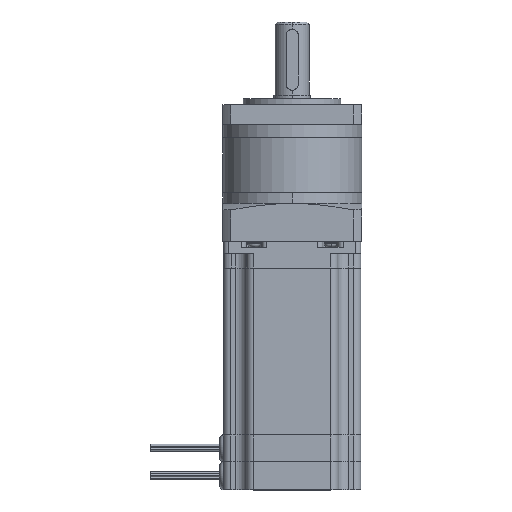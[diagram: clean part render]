
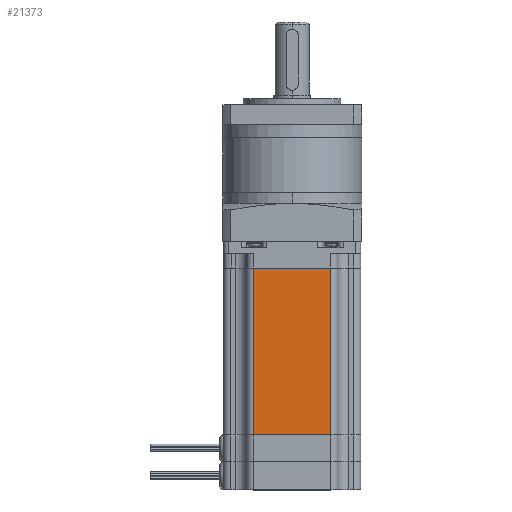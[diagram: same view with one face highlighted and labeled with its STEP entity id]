
A CAD part, top view. The second image highlights one B-rep face of the part: STEP entity #21373.
In plain terms, the highlighted face is planar.
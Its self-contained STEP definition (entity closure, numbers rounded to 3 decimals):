
#488 = ORIENTED_EDGE ( 'NONE', *, *, #22576, .T. ) ;
#499 = CARTESIAN_POINT ( 'NONE',  ( 18.8, 68.5, -28.2 ) ) ;
#880 = VERTEX_POINT ( 'NONE', #2024 ) ;
#992 = AXIS2_PLACEMENT_3D ( 'NONE', #499, #20200, #20429 ) ;
#2024 = CARTESIAN_POINT ( 'NONE',  ( 15.8, 0., -28.2 ) ) ;
#2620 = CARTESIAN_POINT ( 'NONE',  ( 18.8, 68.5, -28.2 ) ) ;
#2909 = ORIENTED_EDGE ( 'NONE', *, *, #5787, .F. ) ;
#5475 = LINE ( 'NONE', #11072, #10784 ) ;
#5787 = EDGE_CURVE ( 'NONE', #13869, #16449, #16193, .T. ) ;
#7067 = CARTESIAN_POINT ( 'NONE',  ( 15.8, 68.5, -28.2 ) ) ;
#9209 = CARTESIAN_POINT ( 'NONE',  ( -15.8, 68.5, -28.2 ) ) ;
#10784 = VECTOR ( 'NONE', #14473, 1000. ) ;
#11072 = CARTESIAN_POINT ( 'NONE',  ( 18.8, 0., -28.2 ) ) ;
#11073 = VECTOR ( 'NONE', #18076, 1000. ) ;
#11267 = FACE_OUTER_BOUND ( 'NONE', #19389, .T. ) ;
#11866 = VERTEX_POINT ( 'NONE', #21764 ) ;
#12351 = VECTOR ( 'NONE', #20371, 1000. ) ;
#13238 = CARTESIAN_POINT ( 'NONE',  ( 15.8, 68.5, -28.2 ) ) ;
#13567 = VECTOR ( 'NONE', #16432, 1000. ) ;
#13813 = CARTESIAN_POINT ( 'NONE',  ( -15.8, 68.5, -28.2 ) ) ;
#13869 = VERTEX_POINT ( 'NONE', #7067 ) ;
#14473 = DIRECTION ( 'NONE',  ( -1., 0., 0. ) ) ;
#16193 = LINE ( 'NONE', #2620, #11073 ) ;
#16432 = DIRECTION ( 'NONE',  ( 0., 1., 0. ) ) ;
#16449 = VERTEX_POINT ( 'NONE', #13813 ) ;
#16490 = EDGE_CURVE ( 'NONE', #880, #11866, #5475, .T. ) ;
#17173 = ORIENTED_EDGE ( 'NONE', *, *, #16490, .T. ) ;
#18076 = DIRECTION ( 'NONE',  ( -1., 0., 0. ) ) ;
#19389 = EDGE_LOOP ( 'NONE', ( #17173, #488, #2909, #19711 ) ) ;
#19711 = ORIENTED_EDGE ( 'NONE', *, *, #20698, .T. ) ;
#20200 = DIRECTION ( 'NONE',  ( 0., 0., 1. ) ) ;
#20260 = LINE ( 'NONE', #13238, #12351 ) ;
#20371 = DIRECTION ( 'NONE',  ( 0., -1., 0. ) ) ;
#20429 = DIRECTION ( 'NONE',  ( 1., 0., 0. ) ) ;
#20698 = EDGE_CURVE ( 'NONE', #13869, #880, #20260, .T. ) ;
#21373 = ADVANCED_FACE ( 'NONE', ( #11267 ), #22070, .F. ) ;
#21478 = LINE ( 'NONE', #9209, #13567 ) ;
#21764 = CARTESIAN_POINT ( 'NONE',  ( -15.8, 0., -28.2 ) ) ;
#22070 = PLANE ( 'NONE',  #992 ) ;
#22576 = EDGE_CURVE ( 'NONE', #11866, #16449, #21478, .T. ) ;
